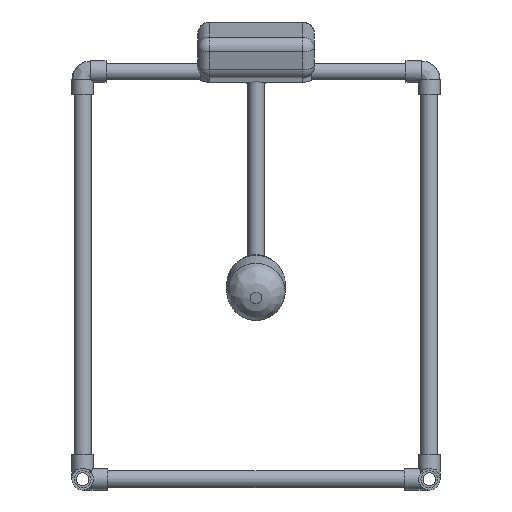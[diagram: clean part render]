
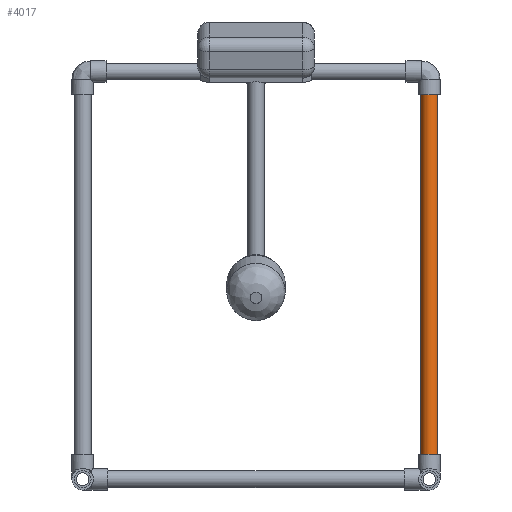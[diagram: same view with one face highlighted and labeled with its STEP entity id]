
A CAD part, front view. The second image highlights one B-rep face of the part: STEP entity #4017.
In plain terms, the highlighted cylindrical face has radius 10.75 mm (diameter 21.5 mm), a full revolution.
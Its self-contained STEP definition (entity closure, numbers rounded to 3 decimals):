
#545=FACE_OUTER_BOUND('',#797,.T.);
#797=EDGE_LOOP('',(#2974,#2975,#2976,#2977));
#1056=LINE('',#6373,#1395);
#1395=VECTOR('',#5052,10.75);
#1754=CIRCLE('',#4529,10.75);
#1755=CIRCLE('',#4530,10.75);
#1902=VERTEX_POINT('',#6370);
#1903=VERTEX_POINT('',#6372);
#2306=EDGE_CURVE('',#1902,#1902,#1754,.T.);
#2307=EDGE_CURVE('',#1902,#1903,#1056,.T.);
#2308=EDGE_CURVE('',#1903,#1903,#1755,.T.);
#2974=ORIENTED_EDGE('',*,*,#2306,.F.);
#2975=ORIENTED_EDGE('',*,*,#2307,.T.);
#2976=ORIENTED_EDGE('',*,*,#2308,.T.);
#2977=ORIENTED_EDGE('',*,*,#2307,.F.);
#3934=CYLINDRICAL_SURFACE('',#4528,10.75);
#4017=ADVANCED_FACE('',(#545),#3934,.T.);
#4528=AXIS2_PLACEMENT_3D('',#6369,#5048,#5049);
#4529=AXIS2_PLACEMENT_3D('',#6371,#5050,#5051);
#4530=AXIS2_PLACEMENT_3D('',#6374,#5053,#5054);
#5048=DIRECTION('center_axis',(0.,0.,-1.));
#5049=DIRECTION('ref_axis',(1.,0.,0.));
#5050=DIRECTION('center_axis',(0.,0.,
-1.));
#5051=DIRECTION('ref_axis',(1.,0.,0.));
#5052=DIRECTION('',(0.,0.,1.));
#5053=DIRECTION('center_axis',(0.,0.,
-1.));
#5054=DIRECTION('ref_axis',(1.,0.,0.));
#6369=CARTESIAN_POINT('Origin',(357.201,7.201,-200.));
#6370=CARTESIAN_POINT('',(346.451,7.201,-700.));
#6371=CARTESIAN_POINT('Origin',(357.201,7.201,-700.));
#6372=CARTESIAN_POINT('',(346.451,7.201,-200.));
#6373=CARTESIAN_POINT('',(346.451,7.201,-200.));
#6374=CARTESIAN_POINT('Origin',(357.201,7.201,-200.));
